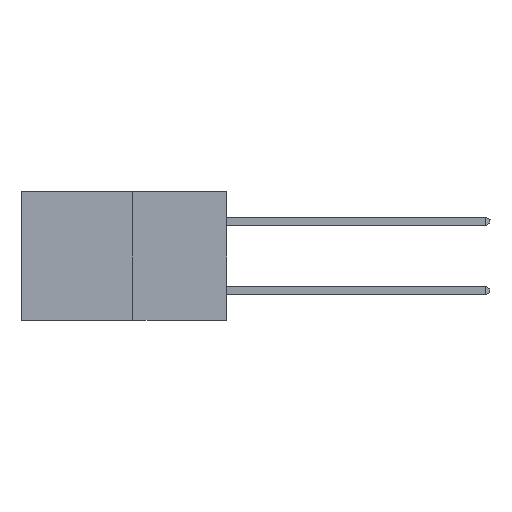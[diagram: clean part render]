
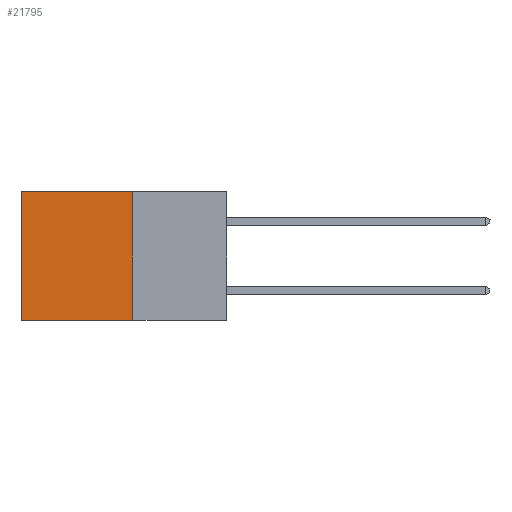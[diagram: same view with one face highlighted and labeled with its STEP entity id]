
A CAD part, left-side view. The second image highlights one B-rep face of the part: STEP entity #21795.
In plain terms, the highlighted planar face has unit normal (-1, 0, 0).
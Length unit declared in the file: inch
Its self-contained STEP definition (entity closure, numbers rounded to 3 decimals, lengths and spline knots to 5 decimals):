
#95 = VECTOR ( 'NONE', #21109, 39.37008 ) ;
#948 = EDGE_CURVE ( 'NONE', #6381, #2704, #21963, .T. ) ;
#2312 = VECTOR ( 'NONE', #13791, 39.37008 ) ;
#2704 = VERTEX_POINT ( 'NONE', #17890 ) ;
#4208 = ORIENTED_EDGE ( 'NONE', *, *, #19331, .F. ) ;
#4786 = DIRECTION ( 'NONE',  ( 0., 0., -1. ) ) ;
#5136 = ORIENTED_EDGE ( 'NONE', *, *, #10646, .F. ) ;
#5314 = CARTESIAN_POINT ( 'NONE',  ( 0.277, 0.27, -0.37 ) ) ;
#5729 = CARTESIAN_POINT ( 'NONE',  ( 0.277, 0.27, 0. ) ) ;
#5781 = LINE ( 'NONE', #6446, #95 ) ;
#6381 = VERTEX_POINT ( 'NONE', #5729 ) ;
#6446 = CARTESIAN_POINT ( 'NONE',  ( 0.277, 0.27, -0.37 ) ) ;
#7013 = VECTOR ( 'NONE', #4786, 39.37008 ) ;
#7232 = DIRECTION ( 'NONE',  ( 0., 0., -1. ) ) ;
#7417 = ORIENTED_EDGE ( 'NONE', *, *, #19927, .T. ) ;
#9118 = AXIS2_PLACEMENT_3D ( 'NONE', #5314, #18225, #7232 ) ;
#10298 = CARTESIAN_POINT ( 'NONE',  ( 0.277, 0.59, -0.37 ) ) ;
#10421 = FACE_OUTER_BOUND ( 'NONE', #23785, .T. ) ;
#10646 = EDGE_CURVE ( 'NONE', #23388, #11401, #5781, .T. ) ;
#11233 = CARTESIAN_POINT ( 'NONE',  ( 0.277, 0.27, 0. ) ) ;
#11401 = VERTEX_POINT ( 'NONE', #10298 ) ;
#11957 = LINE ( 'NONE', #17727, #7013 ) ;
#13791 = DIRECTION ( 'NONE',  ( 0., 1., 0. ) ) ;
#14252 = ORIENTED_EDGE ( 'NONE', *, *, #948, .T. ) ;
#15220 = CARTESIAN_POINT ( 'NONE',  ( 0.277, 0.27, -0.37 ) ) ;
#15570 = CARTESIAN_POINT ( 'NONE',  ( 0.277, 0.59, -0.37 ) ) ;
#16395 = PLANE ( 'NONE',  #9118 ) ;
#17389 = DIRECTION ( 'NONE',  ( 0., 0., -1. ) ) ;
#17727 = CARTESIAN_POINT ( 'NONE',  ( 0.277, 0.27, -0.37 ) ) ;
#17890 = CARTESIAN_POINT ( 'NONE',  ( 0.277, 0.59, 0. ) ) ;
#18225 = DIRECTION ( 'NONE',  ( 1., 0., 0. ) ) ;
#18762 = LINE ( 'NONE', #15570, #19343 ) ;
#19331 = EDGE_CURVE ( 'NONE', #6381, #23388, #11957, .T. ) ;
#19343 = VECTOR ( 'NONE', #17389, 39.37008 ) ;
#19927 = EDGE_CURVE ( 'NONE', #2704, #11401, #18762, .T. ) ;
#21109 = DIRECTION ( 'NONE',  ( 0., 1., 0. ) ) ;
#21795 = ADVANCED_FACE ( 'NONE', ( #10421 ), #16395, .F. ) ;
#21963 = LINE ( 'NONE', #11233, #2312 ) ;
#23388 = VERTEX_POINT ( 'NONE', #15220 ) ;
#23785 = EDGE_LOOP ( 'NONE', ( #7417, #5136, #4208, #14252 ) ) ;
